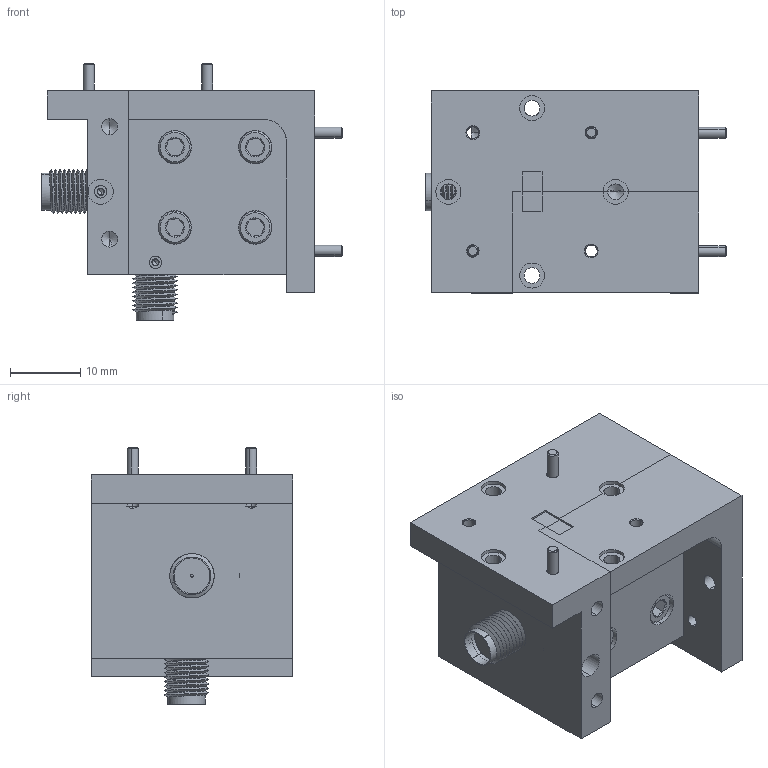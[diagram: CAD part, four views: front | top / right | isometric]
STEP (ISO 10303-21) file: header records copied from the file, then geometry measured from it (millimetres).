
FILE_DESCRIPTION (( 'STEP AP203' ), '1' );
FILE_NAME ('SFB-22-E2.STEP', '2018-10-18T00:06:36', ( '' ), ( '' ), 'SwSTEP 2.0', 'SolidWorks 2016', '' );
FILE_SCHEMA (( 'CONFIG_CONTROL_DESIGN' ));
Length unit declared in the file: inch
Products named in the file (1): SFB-22-E2
Bounding box: 42.74 x 28.7 x 36.51 mm (x, y, z)
Volume: 18152.4 mm3; surface area: 10908.5 mm2
Topology: 14 solids, 14 shells, 802 faces, 2078 edges, 1299 vertices
Faces by surface type: cylinder 437, cone 200, plane 153, bspline 12
Entity records: 32087 total; most frequent: CARTESIAN_POINT 14231, ORIENTED_EDGE 4088, DIRECTION 3356, EDGE_CURVE 2044, VERTEX_POINT 1299, AXIS2_PLACEMENT_3D 1252, EDGE_LOOP 871, VECTOR 852
